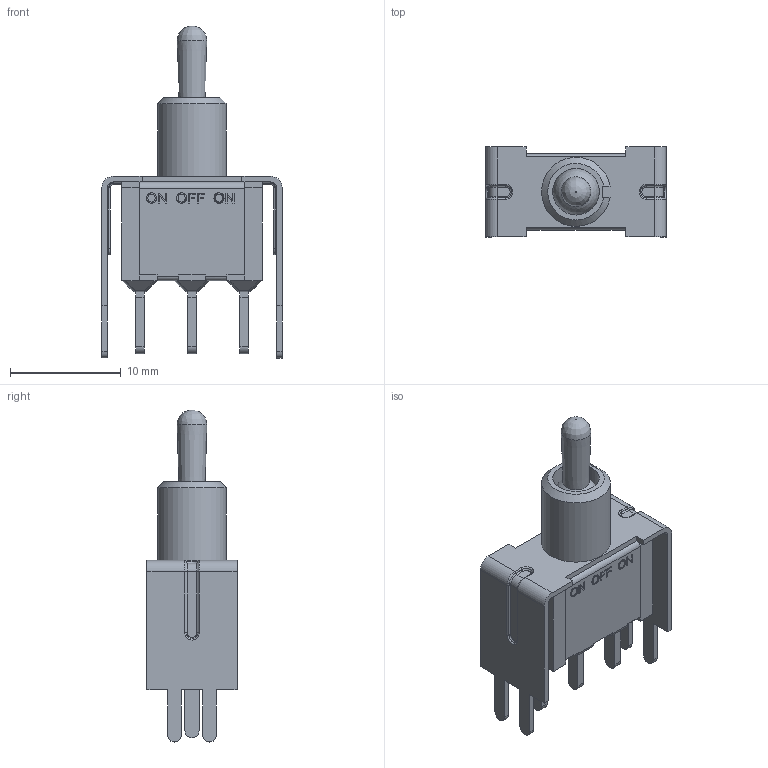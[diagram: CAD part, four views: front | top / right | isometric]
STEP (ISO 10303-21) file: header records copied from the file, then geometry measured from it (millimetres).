
FILE_DESCRIPTION(/* description */ (''),/* implementation_level */ '2;1');
FILE_NAME(/* name */ '100SPxT2B3VS2xE.stp',/* time_stamp */ '2022-01-25T09:53:12-06:00',/* author */ ('mroman'),/* organization */ (''),/* preprocessor_version */ 'ST-DEVELOPER v18.1',/* originating_system */ 'Autodesk Inventor 2020',/* authorisation */ '');
FILE_SCHEMA (('AUTOMOTIVE_DESIGN { 1 0 10303 214 3 1 1 }'));
Length unit declared in the file: millimetre
Products named in the file (1): 100SPxT2B3VS2xE
Bounding box: 16.26 x 8.13 x 29.93 mm (x, y, z)
Volume: 1145.9 mm3; surface area: 1541.1 mm2
Topology: 2 solids, 8 shells, 433 faces, 1084 edges, 661 vertices
Faces by surface type: plane 254, cylinder 102, torus 36, bspline 25, sphere 14, cone 2
Full cylindrical faces by diameter (mm): 4.2 x2
Entity records: 12933 total; most frequent: CARTESIAN_POINT 2646, ORIENTED_EDGE 2142, DIRECTION 2093, EDGE_CURVE 1071, LINE 751, VECTOR 751, AXIS2_PLACEMENT_3D 671, VERTEX_POINT 661
